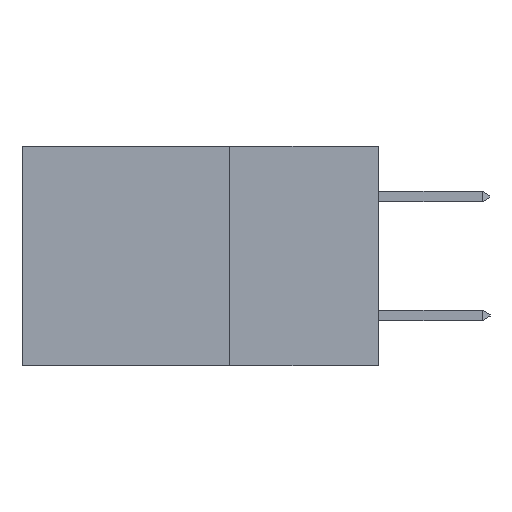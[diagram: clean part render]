
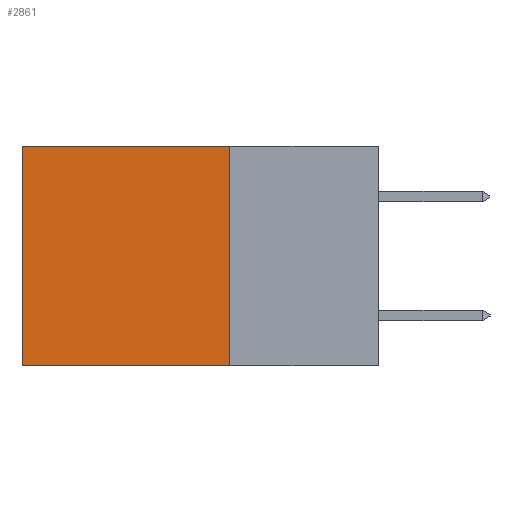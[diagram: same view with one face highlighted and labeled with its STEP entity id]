
A CAD part, left-side view. The second image highlights one B-rep face of the part: STEP entity #2861.
In plain terms, the highlighted planar face has unit normal (-1, 0, 0).
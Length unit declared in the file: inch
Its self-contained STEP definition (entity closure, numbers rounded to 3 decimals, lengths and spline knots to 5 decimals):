
#858 = CARTESIAN_POINT ( 'NONE',  ( 0.2615, 0.25, 0. ) ) ;
#1016 = VERTEX_POINT ( 'NONE', #13644 ) ;
#1657 = DIRECTION ( 'NONE',  ( 0., 0., -1. ) ) ;
#1737 = LINE ( 'NONE', #11903, #14001 ) ;
#1802 = ORIENTED_EDGE ( 'NONE', *, *, #14005, .F. ) ;
#2018 = VERTEX_POINT ( 'NONE', #4038 ) ;
#2145 = DIRECTION ( 'NONE',  ( 1., 0., 0. ) ) ;
#2149 = PLANE ( 'NONE',  #12562 ) ;
#2744 = EDGE_CURVE ( 'NONE', #2018, #1016, #11178, .T. ) ;
#2861 = ADVANCED_FACE ( 'NONE', ( #12043 ), #2149, .F. ) ;
#3448 = DIRECTION ( 'NONE',  ( 0., 0., -1. ) ) ;
#4038 = CARTESIAN_POINT ( 'NONE',  ( 0.2615, 0.6, 0. ) ) ;
#4808 = CARTESIAN_POINT ( 'NONE',  ( 0.2615, 0.6, -0.37 ) ) ;
#5968 = VECTOR ( 'NONE', #3448, 39.37008 ) ;
#6640 = CARTESIAN_POINT ( 'NONE',  ( 0.2615, 0.25, -0.37 ) ) ;
#8679 = DIRECTION ( 'NONE',  ( 0., 1., 0. ) ) ;
#8725 = CARTESIAN_POINT ( 'NONE',  ( 0.2615, 0.25, -0.37 ) ) ;
#8999 = EDGE_CURVE ( 'NONE', #13612, #2018, #1737, .T. ) ;
#9247 = EDGE_LOOP ( 'NONE', ( #9426, #10486, #1802, #11917 ) ) ;
#9408 = LINE ( 'NONE', #10406, #5968 ) ;
#9426 = ORIENTED_EDGE ( 'NONE', *, *, #2744, .T. ) ;
#10406 = CARTESIAN_POINT ( 'NONE',  ( 0.2615, 0.25, -0.37 ) ) ;
#10486 = ORIENTED_EDGE ( 'NONE', *, *, #10737, .F. ) ;
#10737 = EDGE_CURVE ( 'NONE', #11787, #1016, #14283, .T. ) ;
#11178 = LINE ( 'NONE', #4808, #13706 ) ;
#11787 = VERTEX_POINT ( 'NONE', #13050 ) ;
#11903 = CARTESIAN_POINT ( 'NONE',  ( 0.2615, 0.25, 0. ) ) ;
#11917 = ORIENTED_EDGE ( 'NONE', *, *, #8999, .T. ) ;
#12043 = FACE_OUTER_BOUND ( 'NONE', #9247, .T. ) ;
#12340 = DIRECTION ( 'NONE',  ( 0., 1., 0. ) ) ;
#12562 = AXIS2_PLACEMENT_3D ( 'NONE', #6640, #2145, #1657 ) ;
#13050 = CARTESIAN_POINT ( 'NONE',  ( 0.2615, 0.25, -0.37 ) ) ;
#13612 = VERTEX_POINT ( 'NONE', #858 ) ;
#13644 = CARTESIAN_POINT ( 'NONE',  ( 0.2615, 0.6, -0.37 ) ) ;
#13706 = VECTOR ( 'NONE', #14155, 39.37008 ) ;
#13958 = VECTOR ( 'NONE', #8679, 39.37008 ) ;
#14001 = VECTOR ( 'NONE', #12340, 39.37008 ) ;
#14005 = EDGE_CURVE ( 'NONE', #13612, #11787, #9408, .T. ) ;
#14155 = DIRECTION ( 'NONE',  ( 0., 0., -1. ) ) ;
#14283 = LINE ( 'NONE', #8725, #13958 ) ;
